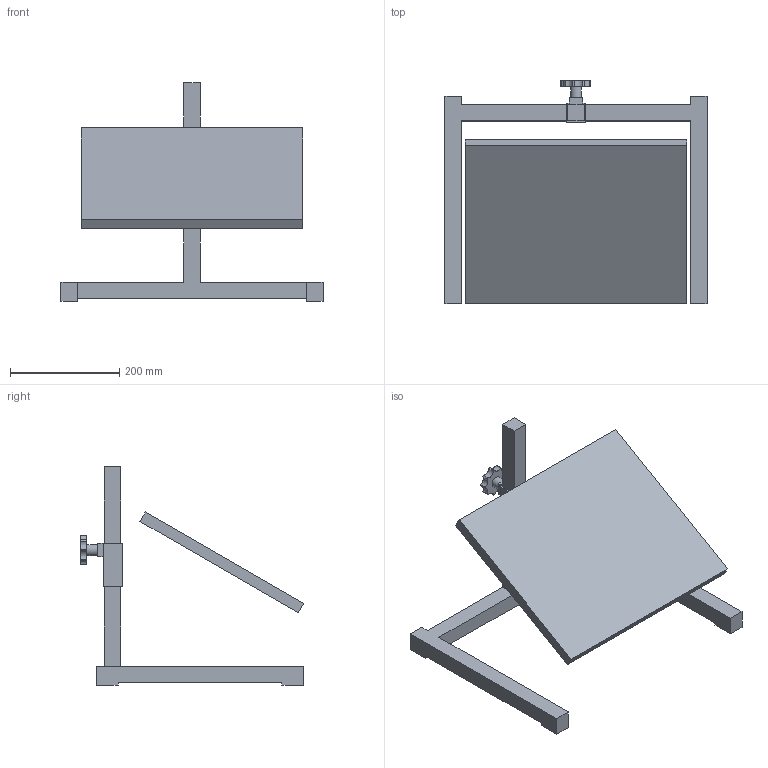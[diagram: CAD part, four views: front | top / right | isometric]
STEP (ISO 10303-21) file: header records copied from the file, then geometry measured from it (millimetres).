
FILE_DESCRIPTION(/* description */ ('Fußstütze ECO ESD'),/* implementation_level */ '2;1');
FILE_NAME(/* name */ 'ZEI_CAD_320155-6-REV00_#SALL_#AIN_#V1.step',/* time_stamp */ '2022-09-15T22:13:07+02:00',/* author */ ('MiniTec'),/* organization */ ('MiniTec GmbH & Co.KG'),/* preprocessor_version */ 'ST-DEVELOPER v18.1',/* originating_system */ 'Autodesk Inventor 2021',/* authorisation */ '');
FILE_SCHEMA (('CONFIG_CONTROL_DESIGN'));
Length unit declared in the file: millimetre
Products named in the file (1): Product
Bounding box: 480 x 409.62 x 400 mm (x, y, z)
Volume: 4189161 mm3; surface area: 500907.4 mm2
Topology: 2 solids, 2 shells, 67 faces, 177 edges, 118 vertices
Faces by surface type: plane 48, cylinder 19
Full cylindrical faces by diameter (mm): 20 x1
Entity records: 2194 total; most frequent: CARTESIAN_POINT 363, ORIENTED_EDGE 354, DIRECTION 351, EDGE_CURVE 177, LINE 139, VECTOR 139, VERTEX_POINT 118, AXIS2_PLACEMENT_3D 106
